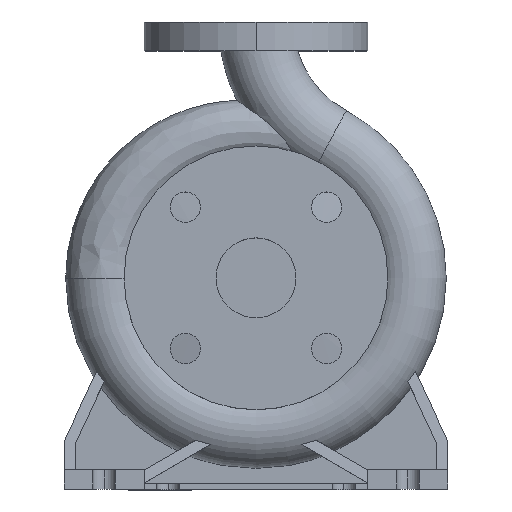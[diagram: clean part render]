
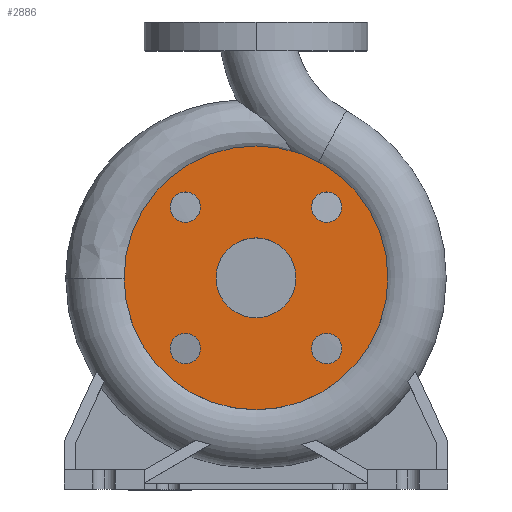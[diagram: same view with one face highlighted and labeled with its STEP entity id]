
A CAD part, top view. The second image highlights one B-rep face of the part: STEP entity #2886.
In plain terms, the highlighted planar face has unit normal (0, 0, 1).
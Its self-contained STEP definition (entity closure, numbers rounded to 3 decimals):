
#10 = CARTESIAN_POINT ( 'NONE',  ( -44.194, -44.194, 80. ) ) ;
#12 = AXIS2_PLACEMENT_3D ( 'NONE', #4386, #2127, #3910 ) ;
#13 = DIRECTION ( 'NONE',  ( -1., 0., 0. ) ) ;
#65 = EDGE_CURVE ( 'NONE', #906, #129, #2072, .T. ) ;
#78 = FACE_BOUND ( 'NONE', #5503, .T. ) ;
#129 = VERTEX_POINT ( 'NONE', #4864 ) ;
#161 = ORIENTED_EDGE ( 'NONE', *, *, #170, .F. ) ;
#170 = EDGE_CURVE ( 'NONE', #129, #906, #5364, .T. ) ;
#192 = DIRECTION ( 'NONE',  ( 1., 0., 0. ) ) ;
#263 = VERTEX_POINT ( 'NONE', #3732 ) ;
#421 = AXIS2_PLACEMENT_3D ( 'NONE', #2603, #2193, #4398 ) ;
#468 = VERTEX_POINT ( 'NONE', #5183 ) ;
#487 = DIRECTION ( 'NONE',  ( 0., 0., -1. ) ) ;
#490 = CARTESIAN_POINT ( 'NONE',  ( 44.194, 44.194, 80. ) ) ;
#496 = CARTESIAN_POINT ( 'NONE',  ( -44.194, 44.194, 80. ) ) ;
#504 = AXIS2_PLACEMENT_3D ( 'NONE', #5520, #1211, #2940 ) ;
#548 = CARTESIAN_POINT ( 'NONE',  ( -34.694, 44.194, 80. ) ) ;
#552 = PLANE ( 'NONE',  #3306 ) ;
#665 = VERTEX_POINT ( 'NONE', #548 ) ;
#767 = DIRECTION ( 'NONE',  ( 0., 0., 1. ) ) ;
#782 = CIRCLE ( 'NONE', #4044, 9.5 ) ;
#891 = VERTEX_POINT ( 'NONE', #4308 ) ;
#906 = VERTEX_POINT ( 'NONE', #5153 ) ;
#924 = FACE_BOUND ( 'NONE', #3135, .T. ) ;
#964 = CIRCLE ( 'NONE', #504, 9.5 ) ;
#1064 = CARTESIAN_POINT ( 'NONE',  ( 0., 0., 80. ) ) ;
#1211 = DIRECTION ( 'NONE',  ( 0., 0., 1. ) ) ;
#1407 = VERTEX_POINT ( 'NONE', #4926 ) ;
#1454 = ORIENTED_EDGE ( 'NONE', *, *, #2850, .T. ) ;
#1511 = ORIENTED_EDGE ( 'NONE', *, *, #2522, .F. ) ;
#1524 = AXIS2_PLACEMENT_3D ( 'NONE', #4094, #5462, #5048 ) ;
#1616 = EDGE_CURVE ( 'NONE', #4457, #468, #964, .T. ) ;
#1678 = ORIENTED_EDGE ( 'NONE', *, *, #1616, .F. ) ;
#1762 = VERTEX_POINT ( 'NONE', #4351 ) ;
#1810 = EDGE_CURVE ( 'NONE', #468, #4457, #782, .T. ) ;
#1849 = EDGE_LOOP ( 'NONE', ( #5556, #1454 ) ) ;
#2033 = DIRECTION ( 'NONE',  ( 1., 0., 0. ) ) ;
#2072 = CIRCLE ( 'NONE', #12, 9.5 ) ;
#2127 = DIRECTION ( 'NONE',  ( 0., 0., 1. ) ) ;
#2193 = DIRECTION ( 'NONE',  ( 0., 0., 1. ) ) ;
#2273 = DIRECTION ( 'NONE',  ( 1., 0., 0. ) ) ;
#2282 = AXIS2_PLACEMENT_3D ( 'NONE', #3538, #767, #2543 ) ;
#2293 = CIRCLE ( 'NONE', #5504, 25. ) ;
#2298 = DIRECTION ( 'NONE',  ( 1., 0., 0. ) ) ;
#2328 = DIRECTION ( 'NONE',  ( 0., 0., 1. ) ) ;
#2422 = EDGE_CURVE ( 'NONE', #891, #1407, #4049, .T. ) ;
#2504 = EDGE_LOOP ( 'NONE', ( #1678, #4275 ) ) ;
#2522 = EDGE_CURVE ( 'NONE', #665, #3940, #5670, .T. ) ;
#2543 = DIRECTION ( 'NONE',  ( 1., 0., 0. ) ) ;
#2603 = CARTESIAN_POINT ( 'NONE',  ( 44.194, -44.194, 80. ) ) ;
#2653 = AXIS2_PLACEMENT_3D ( 'NONE', #3143, #4955, #2298 ) ;
#2707 = FACE_BOUND ( 'NONE', #5579, .T. ) ;
#2754 = CIRCLE ( 'NONE', #2282, 9.5 ) ;
#2850 = EDGE_CURVE ( 'NONE', #1407, #891, #5205, .T. ) ;
#2856 = CARTESIAN_POINT ( 'NONE',  ( 0., 0., 80. ) ) ;
#2886 = ADVANCED_FACE ( 'NONE', ( #78, #3643, #924, #4530, #2707, #5456 ), #552, .F. ) ;
#2903 = AXIS2_PLACEMENT_3D ( 'NONE', #490, #5487, #4618 ) ;
#2940 = DIRECTION ( 'NONE',  ( 1., 0., 0. ) ) ;
#3038 = CIRCLE ( 'NONE', #4163, 9.5 ) ;
#3095 = VERTEX_POINT ( 'NONE', #4971 ) ;
#3135 = EDGE_LOOP ( 'NONE', ( #1511, #5412 ) ) ;
#3143 = CARTESIAN_POINT ( 'NONE',  ( 0., 0., 80. ) ) ;
#3306 = AXIS2_PLACEMENT_3D ( 'NONE', #4498, #487, #13 ) ;
#3342 = EDGE_CURVE ( 'NONE', #3095, #1762, #4344, .T. ) ;
#3368 = ORIENTED_EDGE ( 'NONE', *, *, #4470, .F. ) ;
#3404 = CIRCLE ( 'NONE', #4158, 25. ) ;
#3452 = EDGE_CURVE ( 'NONE', #3940, #665, #2754, .T. ) ;
#3493 = DIRECTION ( 'NONE',  ( 1., 0., 0. ) ) ;
#3538 = CARTESIAN_POINT ( 'NONE',  ( -44.194, 44.194, 80. ) ) ;
#3643 = FACE_BOUND ( 'NONE', #2504, .T. ) ;
#3732 = CARTESIAN_POINT ( 'NONE',  ( -25., 0., 80. ) ) ;
#3905 = DIRECTION ( 'NONE',  ( 0., 0., 1. ) ) ;
#3910 = DIRECTION ( 'NONE',  ( 1., 0., 0. ) ) ;
#3922 = ORIENTED_EDGE ( 'NONE', *, *, #5617, .F. ) ;
#3931 = CARTESIAN_POINT ( 'NONE',  ( 44.194, -44.194, 80. ) ) ;
#3940 = VERTEX_POINT ( 'NONE', #4605 ) ;
#4044 = AXIS2_PLACEMENT_3D ( 'NONE', #10, #3905, #4952 ) ;
#4049 = CIRCLE ( 'NONE', #1524, 82.5 ) ;
#4094 = CARTESIAN_POINT ( 'NONE',  ( 0., 0., 80. ) ) ;
#4158 = AXIS2_PLACEMENT_3D ( 'NONE', #2856, #2328, #192 ) ;
#4163 = AXIS2_PLACEMENT_3D ( 'NONE', #3931, #5654, #3493 ) ;
#4275 = ORIENTED_EDGE ( 'NONE', *, *, #1810, .F. ) ;
#4308 = CARTESIAN_POINT ( 'NONE',  ( 82.5, 0., 80. ) ) ;
#4344 = CIRCLE ( 'NONE', #421, 9.5 ) ;
#4351 = CARTESIAN_POINT ( 'NONE',  ( 53.694, -44.194, 80. ) ) ;
#4386 = CARTESIAN_POINT ( 'NONE',  ( 44.194, 44.194, 80. ) ) ;
#4398 = DIRECTION ( 'NONE',  ( 1., 0., 0. ) ) ;
#4457 = VERTEX_POINT ( 'NONE', #5517 ) ;
#4470 = EDGE_CURVE ( 'NONE', #263, #5534, #2293, .T. ) ;
#4498 = CARTESIAN_POINT ( 'NONE',  ( 0., 82.5, 80. ) ) ;
#4530 = FACE_BOUND ( 'NONE', #4794, .T. ) ;
#4605 = CARTESIAN_POINT ( 'NONE',  ( -53.694, 44.194, 80. ) ) ;
#4618 = DIRECTION ( 'NONE',  ( 1., 0., 0. ) ) ;
#4706 = ORIENTED_EDGE ( 'NONE', *, *, #5768, .F. ) ;
#4794 = EDGE_LOOP ( 'NONE', ( #161, #5203 ) ) ;
#4864 = CARTESIAN_POINT ( 'NONE',  ( 53.694, 44.194, 80. ) ) ;
#4926 = CARTESIAN_POINT ( 'NONE',  ( -82.5, 0., 80. ) ) ;
#4945 = ORIENTED_EDGE ( 'NONE', *, *, #3342, .F. ) ;
#4952 = DIRECTION ( 'NONE',  ( 1., 0., 0. ) ) ;
#4955 = DIRECTION ( 'NONE',  ( 0., 0., 1. ) ) ;
#4971 = CARTESIAN_POINT ( 'NONE',  ( 34.694, -44.194, 80. ) ) ;
#4987 = DIRECTION ( 'NONE',  ( 0., 0., 1. ) ) ;
#5012 = AXIS2_PLACEMENT_3D ( 'NONE', #496, #4987, #2273 ) ;
#5048 = DIRECTION ( 'NONE',  ( 1., 0., 0. ) ) ;
#5070 = DIRECTION ( 'NONE',  ( 0., 0., 1. ) ) ;
#5153 = CARTESIAN_POINT ( 'NONE',  ( 34.694, 44.194, 80. ) ) ;
#5183 = CARTESIAN_POINT ( 'NONE',  ( -53.694, -44.194, 80. ) ) ;
#5203 = ORIENTED_EDGE ( 'NONE', *, *, #65, .F. ) ;
#5205 = CIRCLE ( 'NONE', #2653, 82.5 ) ;
#5364 = CIRCLE ( 'NONE', #2903, 9.5 ) ;
#5412 = ORIENTED_EDGE ( 'NONE', *, *, #3452, .F. ) ;
#5456 = FACE_OUTER_BOUND ( 'NONE', #1849, .T. ) ;
#5458 = CARTESIAN_POINT ( 'NONE',  ( 25., 0., 80. ) ) ;
#5462 = DIRECTION ( 'NONE',  ( 0., 0., 1. ) ) ;
#5487 = DIRECTION ( 'NONE',  ( 0., 0., 1. ) ) ;
#5503 = EDGE_LOOP ( 'NONE', ( #4706, #4945 ) ) ;
#5504 = AXIS2_PLACEMENT_3D ( 'NONE', #1064, #5070, #2033 ) ;
#5517 = CARTESIAN_POINT ( 'NONE',  ( -34.694, -44.194, 80. ) ) ;
#5520 = CARTESIAN_POINT ( 'NONE',  ( -44.194, -44.194, 80. ) ) ;
#5534 = VERTEX_POINT ( 'NONE', #5458 ) ;
#5556 = ORIENTED_EDGE ( 'NONE', *, *, #2422, .T. ) ;
#5579 = EDGE_LOOP ( 'NONE', ( #3922, #3368 ) ) ;
#5617 = EDGE_CURVE ( 'NONE', #5534, #263, #3404, .T. ) ;
#5654 = DIRECTION ( 'NONE',  ( 0., 0., 1. ) ) ;
#5670 = CIRCLE ( 'NONE', #5012, 9.5 ) ;
#5768 = EDGE_CURVE ( 'NONE', #1762, #3095, #3038, .T. ) ;
